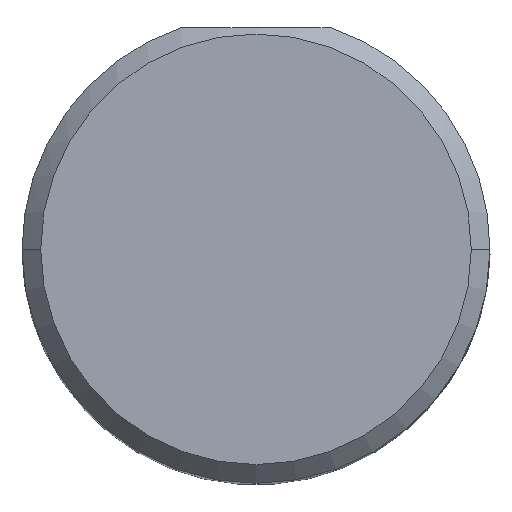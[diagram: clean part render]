
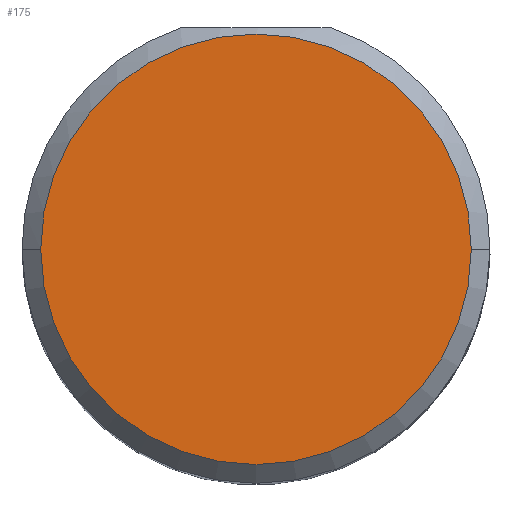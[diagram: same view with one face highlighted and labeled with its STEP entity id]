
A CAD part, top view. The second image highlights one B-rep face of the part: STEP entity #175.
In plain terms, the highlighted planar face has unit normal (0, 0, 1).
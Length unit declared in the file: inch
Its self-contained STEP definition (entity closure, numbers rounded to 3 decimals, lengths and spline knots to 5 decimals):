
#7 = VERTEX_POINT ( 'NONE', #251 ) ;
#32 = CARTESIAN_POINT ( 'NONE',  ( 0., 0., 2.5 ) ) ;
#36 = EDGE_CURVE ( 'NONE', #7, #279, #342, .T. ) ;
#41 = CIRCLE ( 'NONE', #124, 0.1725 ) ;
#74 = DIRECTION ( 'NONE',  ( 1., 0., 0. ) ) ;
#124 = AXIS2_PLACEMENT_3D ( 'NONE', #131, #309, #275 ) ;
#131 = CARTESIAN_POINT ( 'NONE',  ( 0., 0., 2.5 ) ) ;
#162 = EDGE_CURVE ( 'NONE', #279, #7, #41, .T. ) ;
#175 = ADVANCED_FACE ( 'NONE', ( #471 ), #432, .T. ) ;
#185 = EDGE_LOOP ( 'NONE', ( #511, #289 ) ) ;
#240 = DIRECTION ( 'NONE',  ( 0., 0., 1. ) ) ;
#249 = CARTESIAN_POINT ( 'NONE',  ( 0., 0., 2.5 ) ) ;
#251 = CARTESIAN_POINT ( 'NONE',  ( -0.1725, 0., 2.5 ) ) ;
#275 = DIRECTION ( 'NONE',  ( 1., 0., 0. ) ) ;
#279 = VERTEX_POINT ( 'NONE', #284 ) ;
#284 = CARTESIAN_POINT ( 'NONE',  ( 0.1725, 0., 2.5 ) ) ;
#289 = ORIENTED_EDGE ( 'NONE', *, *, #162, .T. ) ;
#309 = DIRECTION ( 'NONE',  ( 0., 0., 1. ) ) ;
#342 = CIRCLE ( 'NONE', #481, 0.1725 ) ;
#399 = AXIS2_PLACEMENT_3D ( 'NONE', #249, #240, #560 ) ;
#432 = PLANE ( 'NONE',  #399 ) ;
#471 = FACE_OUTER_BOUND ( 'NONE', #185, .T. ) ;
#481 = AXIS2_PLACEMENT_3D ( 'NONE', #32, #565, #74 ) ;
#511 = ORIENTED_EDGE ( 'NONE', *, *, #36, .T. ) ;
#560 = DIRECTION ( 'NONE',  ( 1., 0., 0. ) ) ;
#565 = DIRECTION ( 'NONE',  ( 0., 0., 1. ) ) ;
